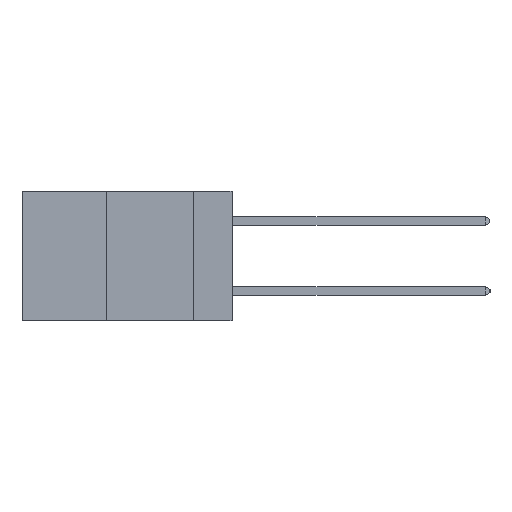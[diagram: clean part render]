
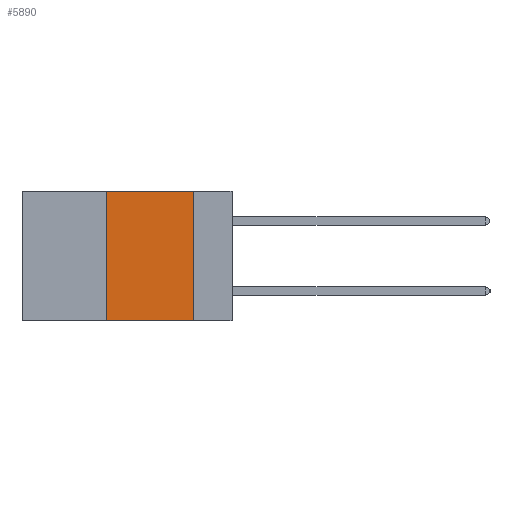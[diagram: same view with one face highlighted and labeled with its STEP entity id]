
A CAD part, left-side view. The second image highlights one B-rep face of the part: STEP entity #5890.
In plain terms, the highlighted planar face has unit normal (-1, 0, 0).
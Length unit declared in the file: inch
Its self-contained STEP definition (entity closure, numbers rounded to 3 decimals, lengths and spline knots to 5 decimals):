
#1202 = ORIENTED_EDGE ( 'NONE', *, *, #12189, .T. ) ;
#1659 = CARTESIAN_POINT ( 'NONE',  ( 0., 0.6, 0. ) ) ;
#1920 = VERTEX_POINT ( 'NONE', #18414 ) ;
#2876 = EDGE_LOOP ( 'NONE', ( #3181, #11030, #19145, #1202 ) ) ;
#3181 = ORIENTED_EDGE ( 'NONE', *, *, #10485, .F. ) ;
#3707 = VECTOR ( 'NONE', #6341, 39.37008 ) ;
#4909 = VERTEX_POINT ( 'NONE', #16418 ) ;
#5890 = ADVANCED_FACE ( 'NONE', ( #6729 ), #6685, .F. ) ;
#6341 = DIRECTION ( 'NONE',  ( 0., 0., -1. ) ) ;
#6417 = LINE ( 'NONE', #14995, #18555 ) ;
#6685 = PLANE ( 'NONE',  #14644 ) ;
#6687 = DIRECTION ( 'NONE',  ( 0., -1., 0. ) ) ;
#6729 = FACE_OUTER_BOUND ( 'NONE', #2876, .T. ) ;
#7993 = CARTESIAN_POINT ( 'NONE',  ( 0., 0.11, 0. ) ) ;
#8328 = DIRECTION ( 'NONE',  ( 0., 0., -1. ) ) ;
#8587 = LINE ( 'NONE', #7993, #3707 ) ;
#9219 = LINE ( 'NONE', #9906, #20274 ) ;
#9906 = CARTESIAN_POINT ( 'NONE',  ( 0., 0.6, -0.37 ) ) ;
#10485 = EDGE_CURVE ( 'NONE', #4909, #14377, #8587, .T. ) ;
#11030 = ORIENTED_EDGE ( 'NONE', *, *, #12970, .F. ) ;
#12189 = EDGE_CURVE ( 'NONE', #14695, #14377, #9219, .T. ) ;
#12970 = EDGE_CURVE ( 'NONE', #1920, #4909, #6417, .T. ) ;
#13235 = LINE ( 'NONE', #18044, #15503 ) ;
#14377 = VERTEX_POINT ( 'NONE', #17625 ) ;
#14644 = AXIS2_PLACEMENT_3D ( 'NONE', #1659, #17777, #8328 ) ;
#14695 = VERTEX_POINT ( 'NONE', #16784 ) ;
#14955 = DIRECTION ( 'NONE',  ( 0., 0., 1. ) ) ;
#14995 = CARTESIAN_POINT ( 'NONE',  ( 0., 0.6, 0. ) ) ;
#15503 = VECTOR ( 'NONE', #14955, 39.37008 ) ;
#15797 = EDGE_CURVE ( 'NONE', #14695, #1920, #13235, .T. ) ;
#16418 = CARTESIAN_POINT ( 'NONE',  ( 0., 0.11, 0. ) ) ;
#16571 = DIRECTION ( 'NONE',  ( 0., -1., 0. ) ) ;
#16784 = CARTESIAN_POINT ( 'NONE',  ( 0., 0.36, -0.37 ) ) ;
#17625 = CARTESIAN_POINT ( 'NONE',  ( 0., 0.11, -0.37 ) ) ;
#17777 = DIRECTION ( 'NONE',  ( 1., 0., 0. ) ) ;
#18044 = CARTESIAN_POINT ( 'NONE',  ( 0., 0.36, 0. ) ) ;
#18414 = CARTESIAN_POINT ( 'NONE',  ( 0., 0.36, 0. ) ) ;
#18555 = VECTOR ( 'NONE', #16571, 39.37008 ) ;
#19145 = ORIENTED_EDGE ( 'NONE', *, *, #15797, .F. ) ;
#20274 = VECTOR ( 'NONE', #6687, 39.37008 ) ;
